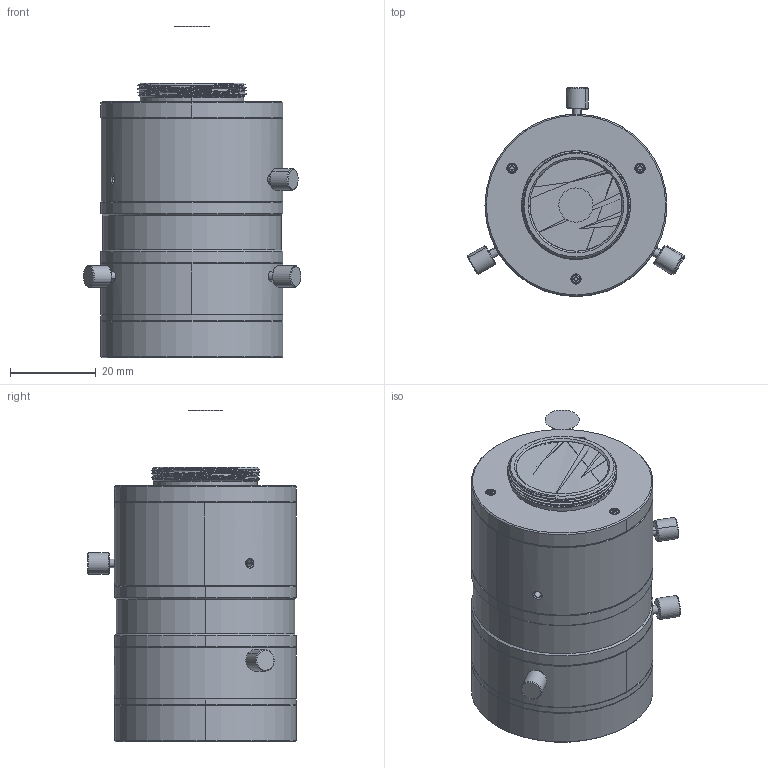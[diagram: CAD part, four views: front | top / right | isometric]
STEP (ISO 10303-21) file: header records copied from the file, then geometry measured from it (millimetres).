
FILE_DESCRIPTION (( 'STEP AP214' ), '1' );
FILE_NAME ('VA-LCM-25MP-16MM-F2.4-120_3D_Modeling.STEP', '2022-08-16T02:56:14', ( 'DH' ), ( '' ), 'SwSTEP 2.0', 'SolidWorks 2016', '' );
FILE_SCHEMA (( 'AUTOMOTIVE_DESIGN' ));
Length unit declared in the file: millimetre
Products named in the file (21): VA-LCM-25MP-16MM-F2.4-120_3D_Modeling; VA-LCM-25MP-16MM-F2.4-120-101; VA-LCM-25MP-16MM-F2.4-120-103; VA-LCM-25MP-16MM-F2.4-120-XM; VA-LCM-25MP-16MM-F2.4-120-G1; VA-LCM-25MP-16MM-F2.4-120-301; VA-LCM-25MP-16MM-F2.4-120-102; VA-LCM-25MP-16MM-F2.4-120-G13; VA-LCM-25MP-16MM-F2.4-120-303; VA-LCM-25MP-16MM-F2.4-120-122_ASM; VA-LCM-25MP-16MM-F2.4-120-02_ASM; VA-LCM-25MP-16MM-F2.4-120-107; VA-LCM-25MP-16MM-F2.4-120-104; VA-LCM-25MP-16MM-F2.4-120-105; VA-LCM-25MP-16MM-F2.4-120-106; VA-LCM-25MP-16MM-F2.4-120-108; VA-LCM-25MP-16MM-F2.4-120-509; VA-LCM-25MP-16MM-F2.4-120-504; VA-LCM-25MP-16MM-F2.4-120-502; VA-LCM-25MP-16MM-F2.4-120-505; VA-LCM-25MP-16MM-F2.4-120-109
Assembly tree (28 placements, depth 4):
  VA-LCM-25MP-16MM-F2.4-120_3D_Modeling
    VA-LCM-25MP-16MM-F2.4-120-101
    VA-LCM-25MP-16MM-F2.4-120-103
    VA-LCM-25MP-16MM-F2.4-120-XM
    VA-LCM-25MP-16MM-F2.4-120-G1
    VA-LCM-25MP-16MM-F2.4-120-301
    VA-LCM-25MP-16MM-F2.4-120-102
    VA-LCM-25MP-16MM-F2.4-120-02_ASM
      VA-LCM-25MP-16MM-F2.4-120-122_ASM
        VA-LCM-25MP-16MM-F2.4-120-G13
        VA-LCM-25MP-16MM-F2.4-120-303
    VA-LCM-25MP-16MM-F2.4-120-107
    VA-LCM-25MP-16MM-F2.4-120-104
    VA-LCM-25MP-16MM-F2.4-120-105
    VA-LCM-25MP-16MM-F2.4-120-106
    VA-LCM-25MP-16MM-F2.4-120-108
    VA-LCM-25MP-16MM-F2.4-120-509  x4
    VA-LCM-25MP-16MM-F2.4-120-504
    VA-LCM-25MP-16MM-F2.4-120-502  x3
    VA-LCM-25MP-16MM-F2.4-120-505  x4
    VA-LCM-25MP-16MM-F2.4-120-109
Bounding box: 50.8 x 48.78 x 77.31 mm (x, y, z)
Volume: 35438.7 mm3; surface area: 45600.2 mm2
Topology: 24 solids, 26 shells, 781 faces, 1912 edges, 1209 vertices
Faces by surface type: cylinder 271, cone 241, plane 161, bspline 108
Entity records: 33570 total; most frequent: CARTESIAN_POINT 18145, ORIENTED_EDGE 3195, DIRECTION 2745, EDGE_CURVE 1602, AXIS2_PLACEMENT_3D 1079, VERTEX_POINT 1025, EDGE_LOOP 740, ADVANCED_FACE 643
